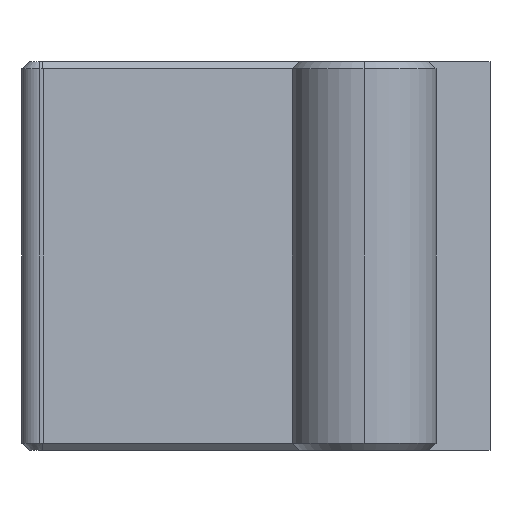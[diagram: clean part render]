
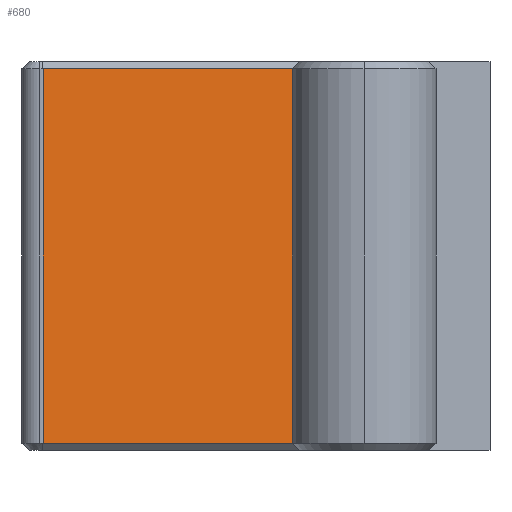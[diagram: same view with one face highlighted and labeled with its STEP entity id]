
A CAD part, left-side view. The second image highlights one B-rep face of the part: STEP entity #680.
In plain terms, the highlighted planar face has unit normal (-0.985, -0.174, 0).
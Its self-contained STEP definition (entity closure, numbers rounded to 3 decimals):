
#90 = DIRECTION ( 'NONE',  ( 0.174, -0.985, 0. ) ) ;
#227 = LINE ( 'NONE', #2062, #1417 ) ;
#241 = VERTEX_POINT ( 'NONE', #1351 ) ;
#251 = CARTESIAN_POINT ( 'NONE',  ( 28.618, -52.583, 10.8 ) ) ;
#276 = CARTESIAN_POINT ( 'NONE',  ( 30.174, -61.41, 0.2 ) ) ;
#312 = AXIS2_PLACEMENT_3D ( 'NONE', #660, #1705, #90 ) ;
#395 = DIRECTION ( 'NONE',  ( 0., 0., -1. ) ) ;
#552 = EDGE_CURVE ( 'NONE', #1374, #241, #1156, .T. ) ;
#589 = ORIENTED_EDGE ( 'NONE', *, *, #2020, .T. ) ;
#651 = VERTEX_POINT ( 'NONE', #276 ) ;
#657 = VECTOR ( 'NONE', #2323, 1000. ) ;
#660 = CARTESIAN_POINT ( 'NONE',  ( 30.174, -61.41, 10.8 ) ) ;
#680 = ADVANCED_FACE ( 'NONE', ( #1013 ), #2265, .T. ) ;
#914 = VERTEX_POINT ( 'NONE', #1266 ) ;
#955 = DIRECTION ( 'NONE',  ( 0., 0., -1. ) ) ;
#1013 = FACE_OUTER_BOUND ( 'NONE', #1173, .T. ) ;
#1155 = CARTESIAN_POINT ( 'NONE',  ( 28.618, -52.583, 10.6 ) ) ;
#1156 = LINE ( 'NONE', #251, #2303 ) ;
#1173 = EDGE_LOOP ( 'NONE', ( #2145, #589, #2189, #1633 ) ) ;
#1186 = DIRECTION ( 'NONE',  ( -0.174, 0.985, 0. ) ) ;
#1266 = CARTESIAN_POINT ( 'NONE',  ( 30.174, -61.41, 10.6 ) ) ;
#1290 = VECTOR ( 'NONE', #1186, 1000. ) ;
#1351 = CARTESIAN_POINT ( 'NONE',  ( 28.618, -52.583, 0.2 ) ) ;
#1355 = LINE ( 'NONE', #2077, #1290 ) ;
#1374 = VERTEX_POINT ( 'NONE', #1155 ) ;
#1417 = VECTOR ( 'NONE', #955, 1000. ) ;
#1443 = CARTESIAN_POINT ( 'NONE',  ( 30.174, -61.41, 0.2 ) ) ;
#1633 = ORIENTED_EDGE ( 'NONE', *, *, #1657, .T. ) ;
#1657 = EDGE_CURVE ( 'NONE', #914, #1374, #1355, .T. ) ;
#1705 = DIRECTION ( 'NONE',  ( -0.985, -0.174, 0. ) ) ;
#1991 = LINE ( 'NONE', #1443, #657 ) ;
#2020 = EDGE_CURVE ( 'NONE', #241, #651, #1991, .T. ) ;
#2062 = CARTESIAN_POINT ( 'NONE',  ( 30.174, -61.41, 10.8 ) ) ;
#2077 = CARTESIAN_POINT ( 'NONE',  ( 30.174, -61.41, 10.6 ) ) ;
#2083 = EDGE_CURVE ( 'NONE', #914, #651, #227, .T. ) ;
#2145 = ORIENTED_EDGE ( 'NONE', *, *, #552, .T. ) ;
#2189 = ORIENTED_EDGE ( 'NONE', *, *, #2083, .F. ) ;
#2265 = PLANE ( 'NONE',  #312 ) ;
#2303 = VECTOR ( 'NONE', #395, 1000. ) ;
#2323 = DIRECTION ( 'NONE',  ( 0.174, -0.985, 0. ) ) ;
